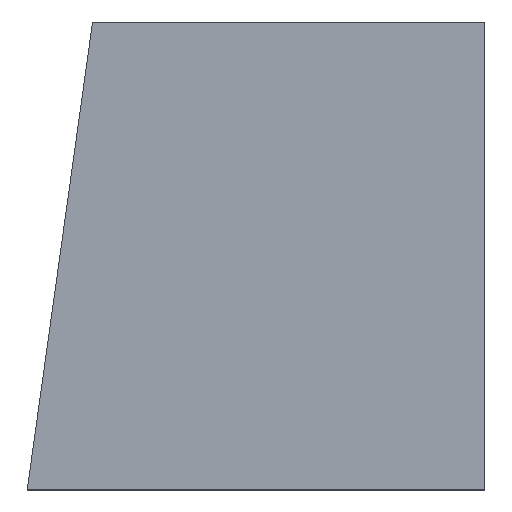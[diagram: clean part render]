
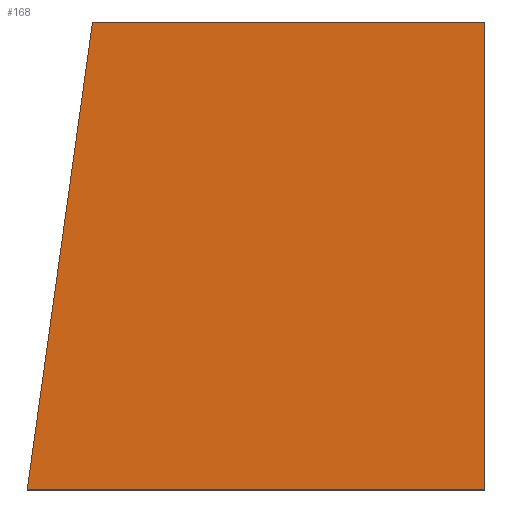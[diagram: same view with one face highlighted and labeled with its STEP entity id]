
A CAD part, top view. The second image highlights one B-rep face of the part: STEP entity #168.
In plain terms, the highlighted planar face has unit normal (0, 0, 1).
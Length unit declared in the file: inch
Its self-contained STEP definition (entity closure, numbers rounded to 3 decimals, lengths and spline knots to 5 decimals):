
#4 = CARTESIAN_POINT ( 'NONE',  ( -10.60476, 12.125, 20. ) ) ;
#7 = DIRECTION ( 'NONE',  ( -1., 0., 0. ) ) ;
#17 = VERTEX_POINT ( 'NONE', #175 ) ;
#18 = DIRECTION ( 'NONE',  ( 0., 0., 1. ) ) ;
#23 = VECTOR ( 'NONE', #7, 39.37008 ) ;
#25 = LINE ( 'NONE', #132, #70 ) ;
#30 = DIRECTION ( 'NONE',  ( -0.138, -0.99, 0. ) ) ;
#33 = AXIS2_PLACEMENT_3D ( 'NONE', #187, #18, #79 ) ;
#43 = LINE ( 'NONE', #85, #107 ) ;
#58 = ORIENTED_EDGE ( 'NONE', *, *, #164, .T. ) ;
#66 = EDGE_CURVE ( 'NONE', #17, #92, #25, .T. ) ;
#70 = VECTOR ( 'NONE', #145, 39.37008 ) ;
#72 = CARTESIAN_POINT ( 'NONE',  ( -13.99211, -12.125, 20. ) ) ;
#73 = ORIENTED_EDGE ( 'NONE', *, *, #137, .T. ) ;
#78 = EDGE_LOOP ( 'NONE', ( #58, #159, #73, #181 ) ) ;
#79 = DIRECTION ( 'NONE',  ( 1., 0., 0. ) ) ;
#85 = CARTESIAN_POINT ( 'NONE',  ( 9.75, -12.125, 20. ) ) ;
#91 = VERTEX_POINT ( 'NONE', #4 ) ;
#92 = VERTEX_POINT ( 'NONE', #117 ) ;
#105 = VERTEX_POINT ( 'NONE', #72 ) ;
#107 = VECTOR ( 'NONE', #148, 39.37008 ) ;
#112 = FACE_OUTER_BOUND ( 'NONE', #78, .T. ) ;
#115 = EDGE_CURVE ( 'NONE', #91, #105, #163, .T. ) ;
#117 = CARTESIAN_POINT ( 'NONE',  ( 9.75, 12.125, 20. ) ) ;
#120 = VECTOR ( 'NONE', #30, 39.37008 ) ;
#127 = CARTESIAN_POINT ( 'NONE',  ( -10.60476, 12.125, 20. ) ) ;
#130 = PLANE ( 'NONE',  #33 ) ;
#132 = CARTESIAN_POINT ( 'NONE',  ( 9.75, 12.125, 20. ) ) ;
#137 = EDGE_CURVE ( 'NONE', #105, #17, #43, .T. ) ;
#145 = DIRECTION ( 'NONE',  ( 0., 1., 0. ) ) ;
#146 = LINE ( 'NONE', #127, #23 ) ;
#148 = DIRECTION ( 'NONE',  ( 1., 0., 0. ) ) ;
#159 = ORIENTED_EDGE ( 'NONE', *, *, #115, .T. ) ;
#162 = CARTESIAN_POINT ( 'NONE',  ( -13.99211, -12.125, 20. ) ) ;
#163 = LINE ( 'NONE', #162, #120 ) ;
#164 = EDGE_CURVE ( 'NONE', #92, #91, #146, .T. ) ;
#168 = ADVANCED_FACE ( 'NONE', ( #112 ), #130, .T. ) ;
#175 = CARTESIAN_POINT ( 'NONE',  ( 9.75, -12.125, 20. ) ) ;
#181 = ORIENTED_EDGE ( 'NONE', *, *, #66, .T. ) ;
#187 = CARTESIAN_POINT ( 'NONE',  ( 0., 0., 20. ) ) ;
